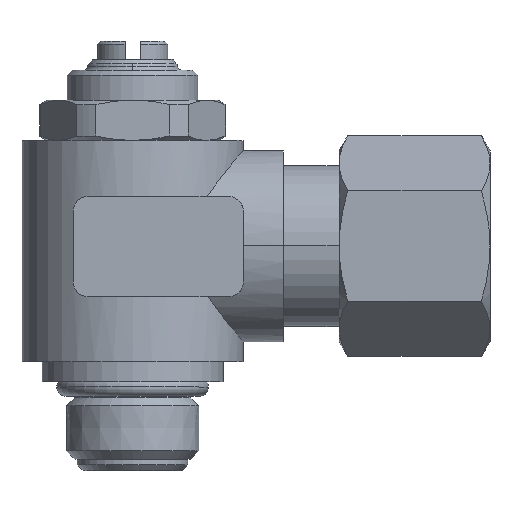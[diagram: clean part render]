
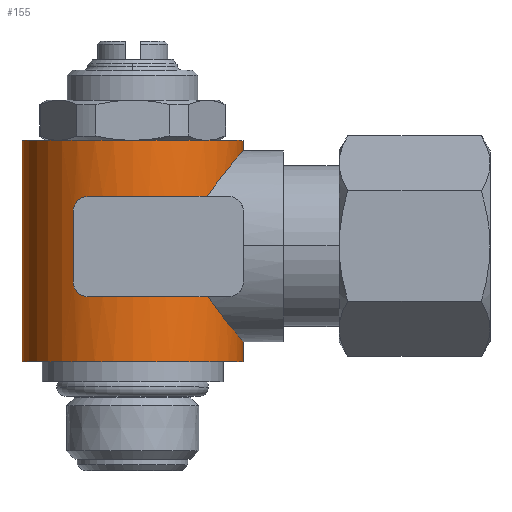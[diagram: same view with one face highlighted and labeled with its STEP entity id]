
A CAD part, top view. The second image highlights one B-rep face of the part: STEP entity #155.
In plain terms, the highlighted cylindrical face has radius 11 mm (diameter 22 mm), a partial arc.
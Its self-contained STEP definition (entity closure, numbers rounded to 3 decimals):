
#155=ADVANCED_FACE('',(#421),#422,.T.);
#421=FACE_OUTER_BOUND('',#735,.T.);
#422=CYLINDRICAL_SURFACE('',#736,11.0);
#735=EDGE_LOOP('',(#1671,#1672,#1673,#1674,#1675,#1676,#1677,#1678,#1679,#1680,#1681,#1682,#1683,#1684));
#736=AXIS2_PLACEMENT_3D('',#1685,#1686,#1687);
#1671=ORIENTED_EDGE('',*,*,#2084,.T.);
#1672=ORIENTED_EDGE('',*,*,#2303,.T.);
#1673=ORIENTED_EDGE('',*,*,#2310,.F.);
#1674=ORIENTED_EDGE('',*,*,#2319,.F.);
#1675=ORIENTED_EDGE('',*,*,#2320,.F.);
#1676=ORIENTED_EDGE('',*,*,#2321,.F.);
#1677=ORIENTED_EDGE('',*,*,#2322,.F.);
#1678=ORIENTED_EDGE('',*,*,#2323,.F.);
#1679=ORIENTED_EDGE('',*,*,#2317,.F.);
#1680=ORIENTED_EDGE('',*,*,#2102,.T.);
#1681=ORIENTED_EDGE('',*,*,#2088,.T.);
#1682=ORIENTED_EDGE('',*,*,#2324,.F.);
#1683=ORIENTED_EDGE('',*,*,#2086,.T.);
#1684=ORIENTED_EDGE('',*,*,#2325,.F.);
#1685=CARTESIAN_POINT('',(0.0,21.824,0.0));
#1686=DIRECTION('',(-0.0,1.0,0.0));
#1687=DIRECTION('',(1.0,0.0,0.0));
#2084=EDGE_CURVE('',#2511,#2512,#2513,.T.);
#2086=EDGE_CURVE('',#2516,#2514,#2517,.T.);
#2088=EDGE_CURVE('',#2520,#2518,#2521,.T.);
#2102=EDGE_CURVE('',#2547,#2520,#2548,.T.);
#2303=EDGE_CURVE('',#2512,#2864,#2866,.T.);
#2310=EDGE_CURVE('',#2875,#2864,#2877,.T.);
#2317=EDGE_CURVE('',#2547,#2887,#2888,.T.);
#2319=EDGE_CURVE('',#2890,#2875,#2891,.T.);
#2320=EDGE_CURVE('',#2892,#2890,#2893,.T.);
#2321=EDGE_CURVE('',#2894,#2892,#2895,.T.);
#2322=EDGE_CURVE('',#2896,#2894,#2897,.T.);
#2323=EDGE_CURVE('',#2887,#2896,#2898,.T.);
#2324=EDGE_CURVE('',#2516,#2518,#2899,.T.);
#2325=EDGE_CURVE('',#2511,#2514,#2900,.T.);
#2511=VERTEX_POINT('',#3142);
#2512=VERTEX_POINT('',#3143);
#2513=LINE('',#3144,#3145);
#2514=VERTEX_POINT('',#3146);
#2516=VERTEX_POINT('',#3148);
#2517=LINE('',#3149,#3150);
#2518=VERTEX_POINT('',#3151);
#2520=VERTEX_POINT('',#3153);
#2521=LINE('',#3154,#3155);
#2547=VERTEX_POINT('',#3256);
#2548=B_SPLINE_CURVE_WITH_KNOTS('',3,(#3257,#3258,#3259,#3260,#3261,#3262,#3263,#3264,#3265,#3266,#3267,#3268,#3269,#3270),.UNSPECIFIED.,.F.,.F.,(4,2,2,2,2,2,4),(36.887,37.414,39.428,41.336,43.244,45.153,47.061),.UNSPECIFIED.);
#2864=VERTEX_POINT('',#4324);
#2866=B_SPLINE_CURVE_WITH_KNOTS('',3,(#4327,#4328,#4329,#4330,#4331,#4332,#4333,#4334,#4335,#4336,#4337,#4338,#4339,#4340),.UNSPECIFIED.,.F.,.F.,(4,2,2,2,2,2,4),(15.687,17.595,19.503,21.412,23.32,25.333,25.683),.UNSPECIFIED.);
#2875=VERTEX_POINT('',#4366);
#2877=CIRCLE('',#4369,11.0);
#2887=VERTEX_POINT('',#4383);
#2888=CIRCLE('',#4384,11.0);
#2890=VERTEX_POINT('',#4387);
#2891=CIRCLE('',#4388,11.0);
#2892=VERTEX_POINT('',#4389);
#2893=B_SPLINE_CURVE_WITH_KNOTS('',3,(#4390,#4391,#4392,#4393,#4394,#4395,#4396,#4397,#4398,#4399,#4400,#4401,#4402,#4403,#4404,#4405,#4406,#4407),.UNSPECIFIED.,.F.,.F.,(4,2,2,2,2,2,2,2,4),(4.459,4.742,5.035,5.327,5.62,5.913,6.531,7.149,7.448),.UNSPECIFIED.);
#2894=VERTEX_POINT('',#4408);
#2895=LINE('',#4409,#4410);
#2896=VERTEX_POINT('',#4411);
#2897=B_SPLINE_CURVE_WITH_KNOTS('',3,(#4412,#4413,#4414,#4415,#4416,#4417,#4418,#4419,#4420,#4421,#4422,#4423,#4424,#4425,#4426,#4427,#4428),.UNSPECIFIED.,.F.,.F.,(4,2,2,2,2,2,3,4),(-2.71,-2.407,-1.77,-1.132,-0.566,-0.283,0.0,0.283),.UNSPECIFIED.);
#2898=CIRCLE('',#4429,11.0);
#2899=CIRCLE('',#4430,11.0);
#2900=CIRCLE('',#4431,11.0);
#3142=CARTESIAN_POINT('',(11.0,10.824,0.0));
#3143=CARTESIAN_POINT('',(11.0,12.824,0.));
#3144=CARTESIAN_POINT('',(11.0,21.824,0.));
#3145=VECTOR('',#4686,1.0);
#3146=CARTESIAN_POINT('',(-11.0,10.824,0.));
#3148=CARTESIAN_POINT('',(-11.0,32.824,0.));
#3149=CARTESIAN_POINT('',(-11.0,21.824,0.));
#3150=VECTOR('',#4690,1.0);
#3151=CARTESIAN_POINT('',(11.0,32.824,0.0));
#3153=CARTESIAN_POINT('',(11.0,31.824,0.));
#3154=CARTESIAN_POINT('',(11.0,21.824,0.));
#3155=VECTOR('',#4694,1.0);
#3256=CARTESIAN_POINT('',(7.421,27.255,8.12));
#3257=CARTESIAN_POINT('',(7.421,27.255,8.12));
#3258=CARTESIAN_POINT('',(7.511,27.392,8.037));
#3259=CARTESIAN_POINT('',(7.603,27.526,7.951));
#3260=CARTESIAN_POINT('',(8.042,28.16,7.521));
#3261=CARTESIAN_POINT('',(8.389,28.625,7.134));
#3262=CARTESIAN_POINT('',(9.015,29.436,6.323));
#3263=CARTESIAN_POINT('',(9.319,29.817,5.872));
#3264=CARTESIAN_POINT('',(9.878,30.501,4.874));
#3265=CARTESIAN_POINT('',(10.132,30.806,4.326));
#3266=CARTESIAN_POINT('',(10.554,31.304,3.163));
#3267=CARTESIAN_POINT('',(10.721,31.499,2.546));
#3268=CARTESIAN_POINT('',(10.944,31.759,1.282));
#3269=CARTESIAN_POINT('',(11.0,31.824,0.636));
#3270=CARTESIAN_POINT('',(11.0,31.824,0.));
#4324=CARTESIAN_POINT('',(7.513,17.255,8.035));
#4327=CARTESIAN_POINT('',(11.0,12.824,0.));
#4328=CARTESIAN_POINT('',(11.0,12.824,0.636));
#4329=CARTESIAN_POINT('',(10.944,12.889,1.282));
#4330=CARTESIAN_POINT('',(10.721,13.149,2.546));
#4331=CARTESIAN_POINT('',(10.554,13.344,3.163));
#4332=CARTESIAN_POINT('',(10.132,13.843,4.326));
#4333=CARTESIAN_POINT('',(9.878,14.147,4.874));
#4334=CARTESIAN_POINT('',(9.319,14.832,5.872));
#4335=CARTESIAN_POINT('',(9.015,15.212,6.323));
#4336=CARTESIAN_POINT('',(8.389,16.023,7.134));
#4337=CARTESIAN_POINT('',(8.042,16.488,7.521));
#4338=CARTESIAN_POINT('',(7.634,17.078,7.921));
#4339=CARTESIAN_POINT('',(7.573,17.166,7.978));
#4340=CARTESIAN_POINT('',(7.513,17.255,8.035));
#4366=CARTESIAN_POINT('',(0.0,17.255,11.0));
#4369=AXIS2_PLACEMENT_3D('',#5046,#5047,#5048);
#4383=CARTESIAN_POINT('',(0.0,27.255,11.0));
#4384=AXIS2_PLACEMENT_3D('',#5059,#5060,#5061);
#4387=CARTESIAN_POINT('',(-4.4,17.255,10.082));
#4388=AXIS2_PLACEMENT_3D('',#5063,#5064,#5065);
#4389=CARTESIAN_POINT('',(-5.9,18.755,9.284));
#4390=CARTESIAN_POINT('',(-5.872,19.042,9.301));
#4391=CARTESIAN_POINT('',(-5.891,18.947,9.29));
#4392=CARTESIAN_POINT('',(-5.9,18.85,9.284));
#4393=CARTESIAN_POINT('',(-5.9,18.658,9.284));
#4394=CARTESIAN_POINT('',(-5.89,18.558,9.29));
#4395=CARTESIAN_POINT('',(-5.851,18.361,9.315));
#4396=CARTESIAN_POINT('',(-5.821,18.264,9.334));
#4397=CARTESIAN_POINT('',(-5.743,18.079,9.382));
#4398=CARTESIAN_POINT('',(-5.695,17.992,9.411));
#4399=CARTESIAN_POINT('',(-5.586,17.832,9.476));
#4400=CARTESIAN_POINT('',(-5.525,17.759,9.512));
#4401=CARTESIAN_POINT('',(-5.326,17.56,9.626));
#4402=CARTESIAN_POINT('',(-5.157,17.445,9.718));
#4403=CARTESIAN_POINT('',(-4.789,17.293,9.905));
#4404=CARTESIAN_POINT('',(-4.589,17.255,9.999));
#4405=CARTESIAN_POINT('',(-4.309,17.255,10.121));
#4406=CARTESIAN_POINT('',(-4.214,17.264,10.161));
#4407=CARTESIAN_POINT('',(-4.118,17.282,10.2));
#4408=CARTESIAN_POINT('',(-5.9,25.755,9.284));
#4409=CARTESIAN_POINT('',(-5.9,22.255,9.284));
#4410=VECTOR('',#5066,1.0);
#4411=CARTESIAN_POINT('',(-4.4,27.255,10.082));
#4412=CARTESIAN_POINT('',(-4.114,27.228,10.202));
#4413=CARTESIAN_POINT('',(-4.211,27.247,10.163));
#4414=CARTESIAN_POINT('',(-4.308,27.255,10.122));
#4415=CARTESIAN_POINT('',(-4.595,27.255,9.997));
#4416=CARTESIAN_POINT('',(-4.8,27.215,9.9));
#4417=CARTESIAN_POINT('',(-5.178,27.054,9.708));
#4418=CARTESIAN_POINT('',(-5.349,26.933,9.613));
#4419=CARTESIAN_POINT('',(-5.607,26.664,9.465));
#4420=CARTESIAN_POINT('',(-5.715,26.502,9.399));
#4421=CARTESIAN_POINT('',(-5.825,26.232,9.331));
#4422=CARTESIAN_POINT('',(-5.854,26.138,9.313));
#4423=CARTESIAN_POINT('',(-5.891,25.947,9.29));
#4424=CARTESIAN_POINT('',(-5.9,25.85,9.284));
#4425=CARTESIAN_POINT('',(-5.9,25.755,9.284));
#4426=CARTESIAN_POINT('',(-5.9,25.661,9.284));
#4427=CARTESIAN_POINT('',(-5.891,25.564,9.29));
#4428=CARTESIAN_POINT('',(-5.872,25.469,9.301));
#4429=AXIS2_PLACEMENT_3D('',#5067,#5068,#5069);
#4430=AXIS2_PLACEMENT_3D('',#5070,#5071,#5072);
#4431=AXIS2_PLACEMENT_3D('',#5073,#5074,#5075);
#4686=DIRECTION('',(0.0,1.0,0.0));
#4690=DIRECTION('',(-0.0,-1.0,-0.0));
#4694=DIRECTION('',(0.0,1.0,0.0));
#5046=CARTESIAN_POINT('',(0.0,17.255,0.0));
#5047=DIRECTION('',(-0.0,1.0,0.0));
#5048=DIRECTION('',(1.0,0.0,0.0));
#5059=CARTESIAN_POINT('',(0.0,27.255,0.0));
#5060=DIRECTION('',(0.0,-1.0,0.0));
#5061=DIRECTION('',(1.0,0.0,0.0));
#5063=CARTESIAN_POINT('',(0.0,17.255,0.0));
#5064=DIRECTION('',(-0.0,1.0,0.0));
#5065=DIRECTION('',(1.0,0.0,0.0));
#5066=DIRECTION('',(-0.0,-1.0,-0.0));
#5067=CARTESIAN_POINT('',(0.0,27.255,0.0));
#5068=DIRECTION('',(0.0,-1.0,0.0));
#5069=DIRECTION('',(1.0,0.0,0.0));
#5070=CARTESIAN_POINT('',(0.0,32.824,0.0));
#5071=DIRECTION('',(-0.0,1.0,0.0));
#5072=DIRECTION('',(1.0,0.0,0.0));
#5073=CARTESIAN_POINT('',(0.0,10.824,0.0));
#5074=DIRECTION('',(0.0,-1.0,0.0));
#5075=DIRECTION('',(1.0,0.0,0.0));
